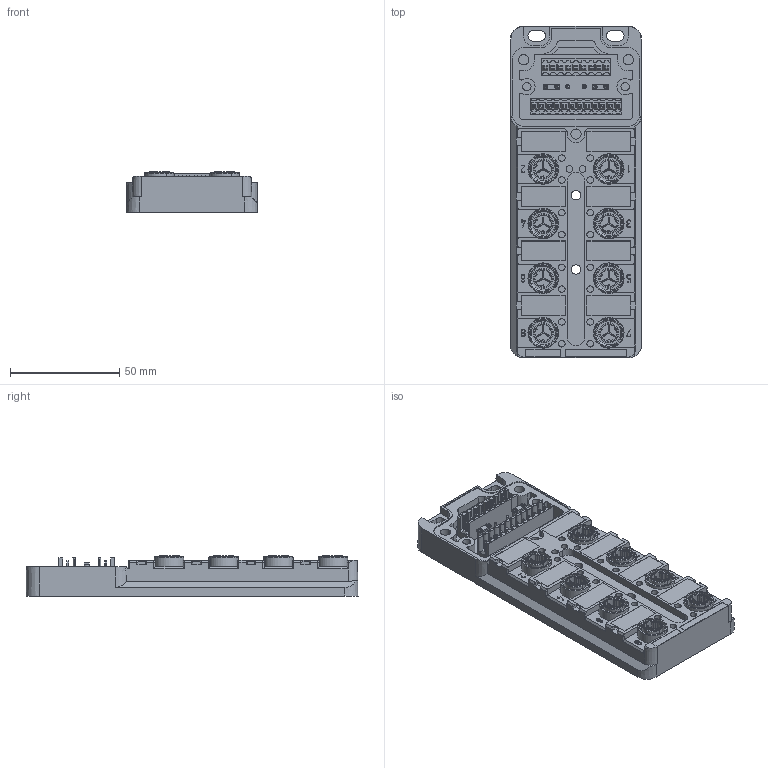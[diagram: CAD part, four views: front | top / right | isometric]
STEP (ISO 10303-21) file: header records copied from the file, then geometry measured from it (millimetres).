
FILE_DESCRIPTION(('CATIA V5 STEP Exchange','CAx-IF Rec.Pracs.--- Model Styling and Organization---1.4--- 2014-01-23'),'2;1');
FILE_NAME ('020649-3_0', '2021-01-21T10:08:51+00:00', ('none'), ('Weidmueller'), 'CATIA Version 5-6 Release 2016 SP3 HF44', 'CATIA V5 STEP AP214', 'none');
FILE_SCHEMA(('AUTOMOTIVE_DESIGN { 1 0 10303 214 1 1 1 1 }'));
Products named in the file (1): 1760061000
Bounding box: 60 x 152 x 18.5 mm (x, y, z)
Volume: 116551.9 mm3; surface area: 62818.2 mm2
Topology: 88 solids, 88 shells, 3341 faces, 8797 edges, 5732 vertices
Faces by surface type: plane 1973, cylinder 1068, cone 192, torus 96, sphere 12
Entity records: 97303 total; most frequent: CARTESIAN_POINT 19058, ORIENTED_EDGE 17570, DIRECTION 13311, EDGE_CURVE 8785, VECTOR 5759, LINE 5759, VERTEX_POINT 5732, AXIS2_PLACEMENT_3D 5024
